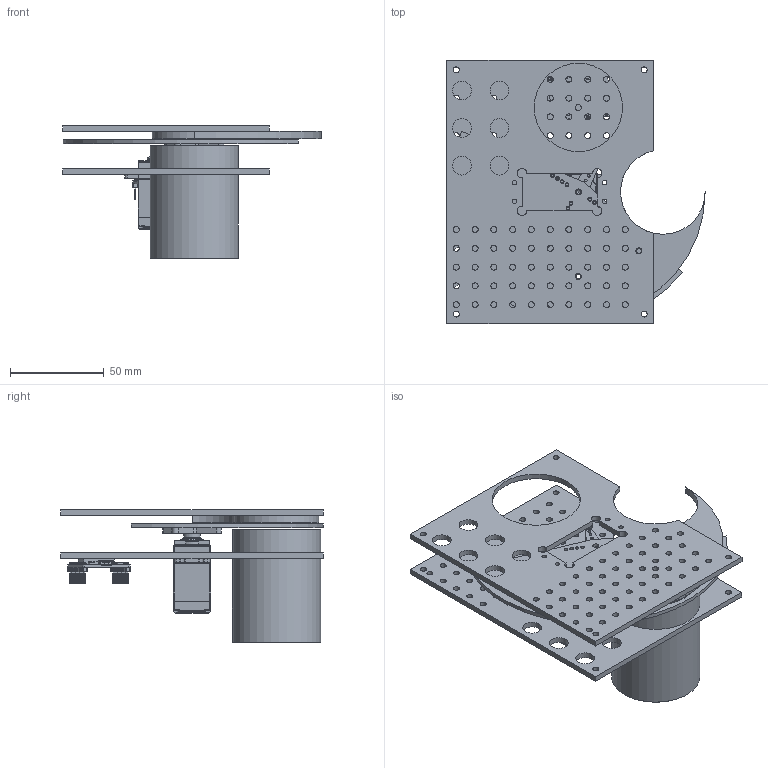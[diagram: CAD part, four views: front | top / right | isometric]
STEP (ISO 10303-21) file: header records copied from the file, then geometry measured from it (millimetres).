
FILE_DESCRIPTION(/* description */ (''),/* implementation_level */ '2;1');
FILE_NAME(/* name */ '出幣機.stp',/* time_stamp */ '2024-02-04T12:02:42+08:00',/* author */ ('lygfy'),/* organization */ (''),/* preprocessor_version */ 'ST-DEVELOPER v16.5',/* originating_system */ 'Autodesk Inventor 2017',/* authorisation */ '');
FILE_SCHEMA (('AUTOMOTIVE_DESIGN { 1 0 10303 214 3 1 1 }'));
Length unit declared in the file: millimetre
Products named in the file (12): 出幣機; A0001; A0002; A0003; A0004; HiLetgo ESP32; HiLetgo ESP32_1; molex_0473460001; PCB Button; Pin Headers ESP32; rychag_servo4; MG995
Assembly tree (14 placements, depth 3):
  出幣機
    A0001  x2
    A0002
    A0003
    A0004
    HiLetgo ESP32
      HiLetgo ESP32_1
      molex_0473460001
      PCB Button  x2
      Pin Headers ESP32  x2
    rychag_servo4
    MG995
Bounding box: 137.5 x 140 x 70.5 mm (x, y, z)
Volume: 136699.5 mm3; surface area: 108226.7 mm2
Topology: 17 solids, 17 shells, 1977 faces, 5478 edges, 3674 vertices
Faces by surface type: plane 1391, cylinder 460, torus 55, cone 40, bspline 25, sphere 6
Full cylindrical faces by diameter (mm): 1.1 x3, 1.5 x16, 1.524 x2, 2 x12, 2.459 x10, 3 x1, 3.2 x113, 4 x1, 5 x1, 6.67 x1, 8.329 x1, 9 x1, 9.884 x1, 10 x13, 12 x1, 45 x2, 47 x3
Entity records: 51259 total; most frequent: CARTESIAN_POINT 12583, ORIENTED_EDGE 7782, DIRECTION 7377, EDGE_CURVE 3891, VERTEX_POINT 2683, LINE 2655, VECTOR 2655, AXIS2_PLACEMENT_3D 2361
